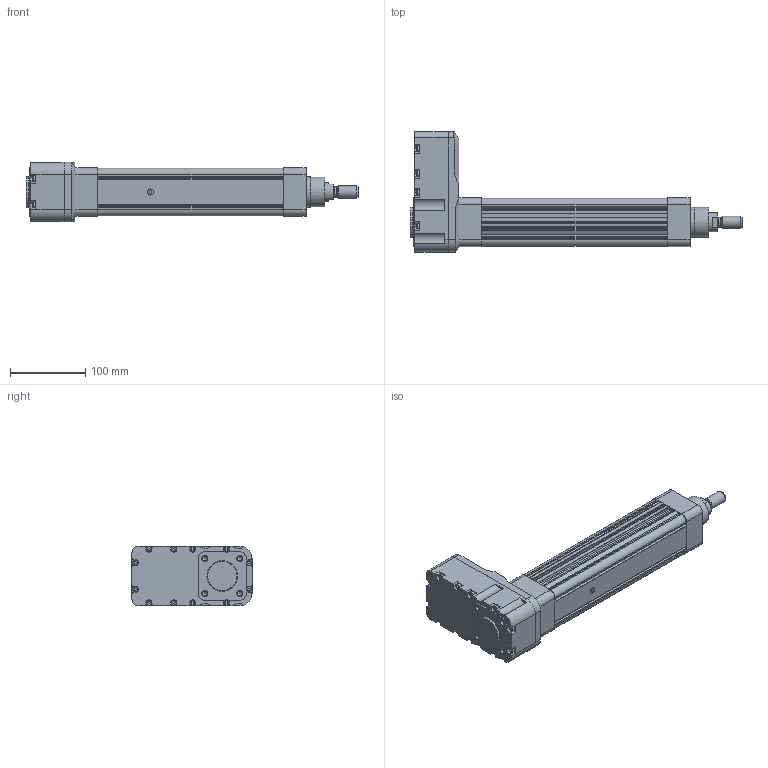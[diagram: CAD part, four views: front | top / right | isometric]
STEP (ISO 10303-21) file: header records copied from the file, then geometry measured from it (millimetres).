
FILE_DESCRIPTION(/* description */ ('Alibre Inc.'),/* implementation_level */ '2;1');
FILE_NAME(/* name */ 'export-683E15DD-11C6-4CD5-8FC5-A9B7977C9F41',/* time_stamp */ '2024-05-14T15:03:38+02:00',/* author */ (''),/* organization */ (''),/* preprocessor_version */ 'ST-DEVELOPER v17',/* originating_system */ 'Alibre',/* authorisation */ '');
FILE_SCHEMA (('AUTOMOTIVE_DESIGN'));
Length unit declared in the file: millimetre
Products named in the file (6): 5001hr; ELEKTRO_ISO_15552_CIL3710500150__(190.5)_BARREL; 500211430hf; ELEKTRO_ISO_15552_CIL371050____282220_GEARBOX; 5001150rod; 3710500150282220-(00)-0-0
Bounding box: 441 x 159.5 x 79 mm (x, y, z)
Volume: 1585895.7 mm3; surface area: 261398.3 mm2
Topology: 5 solids, 5 shells, 566 faces, 1435 edges, 947 vertices
Faces by surface type: plane 334, cylinder 188, cone 41, torus 3
Full cylindrical faces by diameter (mm): 3 x1, 4.134 x4, 6.647 x12, 7 x12, 8 x1, 10 x1, 11 x8, 12 x8, 13.5 x1, 14 x2, 16 x1, 25 x2, 25.5 x1, 39.5 x1, 40 x2, 50 x4
Entity records: 16689 total; most frequent: CARTESIAN_POINT 2968, ORIENTED_EDGE 2834, DIRECTION 2596, EDGE_CURVE 1417, AXIS2_PLACEMENT_3D 982, VECTOR 969, LINE 969, VERTEX_POINT 947
